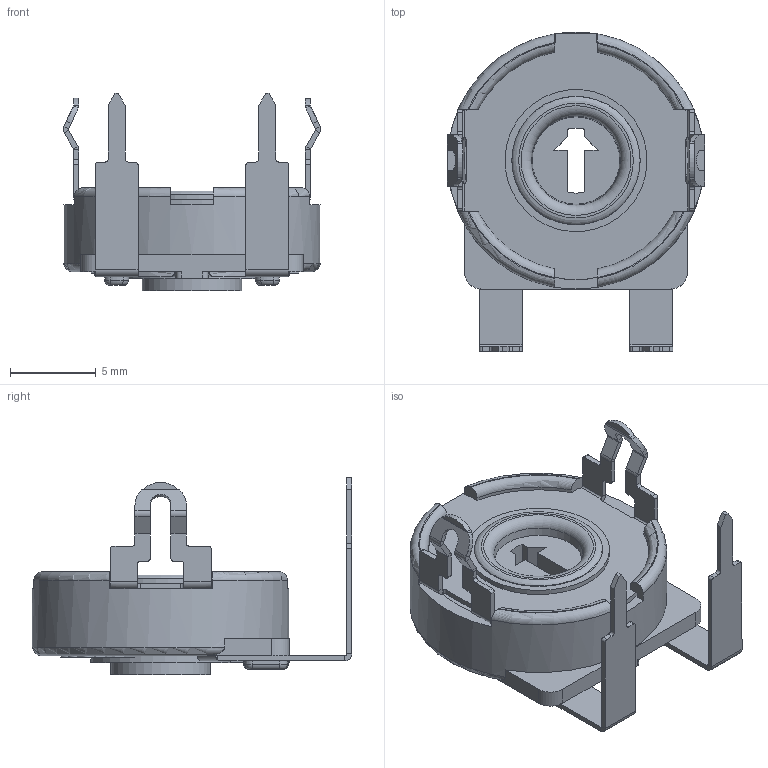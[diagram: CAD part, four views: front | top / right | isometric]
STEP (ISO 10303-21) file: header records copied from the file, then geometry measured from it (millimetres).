
FILE_DESCRIPTION (( 'STEP AP203' ), '1' );
FILE_NAME ('PT15LV18.STEP', '2020-11-19T07:50:13', ( '' ), ( '' ), 'SwSTEP 2.0', 'SolidWorks 2018', '' );
FILE_SCHEMA (( 'CONFIG_CONTROL_DESIGN' ));
Length unit declared in the file: millimetre
Products named in the file (6): PT15LV18-CARCASA_REMACHADA; PT15LV18; PT15LV18-TERMINAL IZQUIERDO; PT15LV18-TERMINAL DERECHO; PT15LV18-COLECTOR_SUELTO; PT15LV18-PORTACURSOR_REMACHADO
Assembly tree (5 placements, depth 2):
  PT15LV18
    PT15LV18-CARCASA_REMACHADA
    PT15LV18-PORTACURSOR_REMACHADO
    PT15LV18-TERMINAL DERECHO
    PT15LV18-TERMINAL IZQUIERDO
    PT15LV18-COLECTOR_SUELTO
Bounding box: 15.03 x 18.64 x 11.5 mm (x, y, z)
Volume: 548.9 mm3; surface area: 1614 mm2
Topology: 5 solids, 5 shells, 532 faces, 1373 edges, 866 vertices
Faces by surface type: plane 311, cylinder 150, bspline 44, torus 25, cone 2
Full cylindrical faces by diameter (mm): 3.8 x1, 5.8 x1, 5.95 x1, 6.8 x1, 7 x1, 7.6 x1, 7.8 x1, 8.3 x1, 13.1 x1, 15 x1
Entity records: 18338 total; most frequent: CARTESIAN_POINT 4953, ORIENTED_EDGE 2704, DIRECTION 2544, EDGE_CURVE 1352, LINE 888, VECTOR 888, VERTEX_POINT 861, AXIS2_PLACEMENT_3D 828
